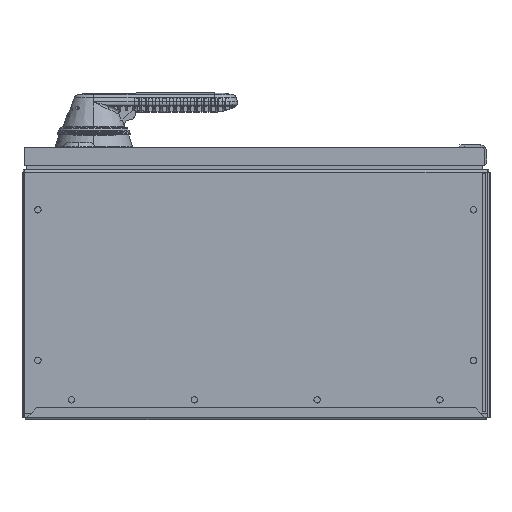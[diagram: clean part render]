
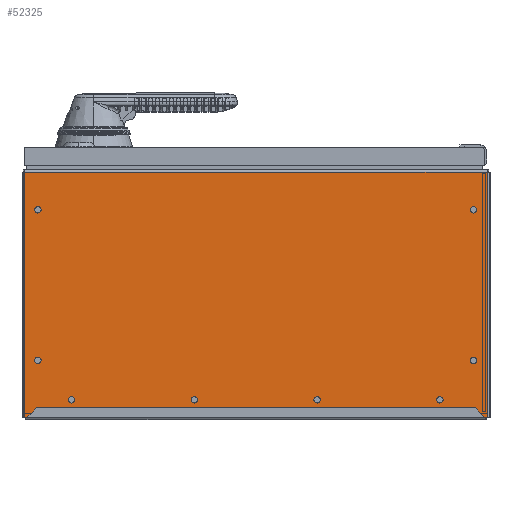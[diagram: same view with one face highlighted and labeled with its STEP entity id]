
A CAD part, front view. The second image highlights one B-rep face of the part: STEP entity #52325.
In plain terms, the highlighted planar face has unit normal (0, -1, 0).
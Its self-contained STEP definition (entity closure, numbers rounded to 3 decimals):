
#17243=DIRECTION('',(0.,0.,-1.));
#17244=VECTOR('',#17243,211.5);
#17245=CARTESIAN_POINT('',(-201.184,-698.654,104.));
#17246=LINE('',#17245,#17244);
#17247=DIRECTION('',(-1.,0.,0.));
#17248=VECTOR('',#17247,399.5);
#17249=CARTESIAN_POINT('',(198.316,-698.654,104.));
#17250=LINE('',#17249,#17248);
#17251=DIRECTION('',(0.,0.,1.));
#17252=VECTOR('',#17251,211.5);
#17253=CARTESIAN_POINT('',(198.316,-698.654,-107.5));
#17254=LINE('',#17253,#17252);
#17255=DIRECTION('',(1.,0.,0.));
#17256=VECTOR('',#17255,397.);
#17257=CARTESIAN_POINT('',(-199.934,-698.654,-107.5));
#17258=LINE('',#17257,#17256);
#17259=CARTESIAN_POINT('',(-189.434,-698.654,-58.5));
#17260=DIRECTION('',(0.,1.,0.));
#17261=DIRECTION('',(-1.,0.,0.));
#17262=AXIS2_PLACEMENT_3D('',#17259,#17260,#17261);
#17264=CARTESIAN_POINT('',(-189.434,-698.654,-58.5));
#17265=DIRECTION('',(0.,1.,0.));
#17266=DIRECTION('',(1.,0.,0.));
#17267=AXIS2_PLACEMENT_3D('',#17264,#17265,#17266);
#17269=CARTESIAN_POINT('',(186.566,-698.654,-58.5));
#17270=DIRECTION('',(0.,1.,0.));
#17271=DIRECTION('',(-1.,0.,0.));
#17272=AXIS2_PLACEMENT_3D('',#17269,#17270,#17271);
#17274=CARTESIAN_POINT('',(186.566,-698.654,-58.5));
#17275=DIRECTION('',(0.,1.,0.));
#17276=DIRECTION('',(1.,0.,0.));
#17277=AXIS2_PLACEMENT_3D('',#17274,#17275,#17276);
#17279=CARTESIAN_POINT('',(51.566,-698.654,-92.5));
#17280=DIRECTION('',(0.,1.,0.));
#17281=DIRECTION('',(-1.,0.,0.));
#17282=AXIS2_PLACEMENT_3D('',#17279,#17280,#17281);
#17284=CARTESIAN_POINT('',(51.566,-698.654,-92.5));
#17285=DIRECTION('',(0.,1.,0.));
#17286=DIRECTION('',(1.,0.,0.));
#17287=AXIS2_PLACEMENT_3D('',#17284,#17285,#17286);
#17289=CARTESIAN_POINT('',(-54.434,-698.654,-92.5));
#17290=DIRECTION('',(0.,1.,0.));
#17291=DIRECTION('',(-1.,0.,0.));
#17292=AXIS2_PLACEMENT_3D('',#17289,#17290,#17291);
#17294=CARTESIAN_POINT('',(-54.434,-698.654,-92.5));
#17295=DIRECTION('',(0.,1.,0.));
#17296=DIRECTION('',(1.,0.,0.));
#17297=AXIS2_PLACEMENT_3D('',#17294,#17295,#17296);
#17299=CARTESIAN_POINT('',(186.566,-698.654,71.5));
#17300=DIRECTION('',(0.,1.,0.));
#17301=DIRECTION('',(-1.,0.,0.));
#17302=AXIS2_PLACEMENT_3D('',#17299,#17300,#17301);
#17304=CARTESIAN_POINT('',(186.566,-698.654,71.5));
#17305=DIRECTION('',(0.,1.,0.));
#17306=DIRECTION('',(1.,0.,0.));
#17307=AXIS2_PLACEMENT_3D('',#17304,#17305,#17306);
#17309=CARTESIAN_POINT('',(-189.434,-698.654,71.5));
#17310=DIRECTION('',(0.,1.,0.));
#17311=DIRECTION('',(-1.,0.,0.));
#17312=AXIS2_PLACEMENT_3D('',#17309,#17310,#17311);
#17314=CARTESIAN_POINT('',(-189.434,-698.654,71.5));
#17315=DIRECTION('',(0.,1.,0.));
#17316=DIRECTION('',(1.,0.,0.));
#17317=AXIS2_PLACEMENT_3D('',#17314,#17315,#17316);
#17319=CARTESIAN_POINT('',(-160.434,-698.654,-92.5));
#17320=DIRECTION('',(0.,1.,0.));
#17321=DIRECTION('',(-1.,0.,0.));
#17322=AXIS2_PLACEMENT_3D('',#17319,#17320,#17321);
#17324=CARTESIAN_POINT('',(-160.434,-698.654,-92.5));
#17325=DIRECTION('',(0.,1.,0.));
#17326=DIRECTION('',(1.,0.,0.));
#17327=AXIS2_PLACEMENT_3D('',#17324,#17325,#17326);
#17329=CARTESIAN_POINT('',(157.566,-698.654,-92.5));
#17330=DIRECTION('',(0.,1.,0.));
#17331=DIRECTION('',(-1.,0.,0.));
#17332=AXIS2_PLACEMENT_3D('',#17329,#17330,#17331);
#17334=CARTESIAN_POINT('',(157.566,-698.654,-92.5));
#17335=DIRECTION('',(0.,1.,0.));
#17336=DIRECTION('',(1.,0.,0.));
#17337=AXIS2_PLACEMENT_3D('',#17334,#17335,#17336);
#17348=DIRECTION('',(-1.,0.,0.));
#17349=VECTOR('',#17348,1.25);
#17350=CARTESIAN_POINT('',(198.316,-698.654,-107.5));
#17351=LINE('',#17350,#17349);
#17882=DIRECTION('',(-1.,0.,0.));
#17883=VECTOR('',#17882,1.25);
#17884=CARTESIAN_POINT('',(-199.934,-698.654,-107.5));
#17885=LINE('',#17884,#17883);
#22752=CARTESIAN_POINT('',(198.316,-698.654,-107.5));
#22753=VERTEX_POINT('',#22752);
#22754=CARTESIAN_POINT('',(198.316,-698.654,104.));
#22755=VERTEX_POINT('',#22754);
#22778=CARTESIAN_POINT('',(-201.184,-698.654,104.));
#22779=VERTEX_POINT('',#22778);
#22784=CARTESIAN_POINT('',(197.066,-698.654,-107.5));
#22785=VERTEX_POINT('',#22784);
#22866=CARTESIAN_POINT('',(-199.934,-698.654,-107.5));
#22867=VERTEX_POINT('',#22866);
#22880=CARTESIAN_POINT('',(-201.184,-698.654,-107.5));
#22881=VERTEX_POINT('',#22880);
#22906=CARTESIAN_POINT('',(154.816,-698.654,-92.5));
#22907=CARTESIAN_POINT('',(160.316,-698.654,-92.5));
#22908=VERTEX_POINT('',#22906);
#22909=VERTEX_POINT('',#22907);
#22910=CARTESIAN_POINT('',(-163.184,-698.654,-92.5));
#22911=CARTESIAN_POINT('',(-157.684,-698.654,-92.5));
#22912=VERTEX_POINT('',#22910);
#22913=VERTEX_POINT('',#22911);
#22914=CARTESIAN_POINT('',(-192.184,-698.654,71.5));
#22915=CARTESIAN_POINT('',(-186.684,-698.654,71.5));
#22916=VERTEX_POINT('',#22914);
#22917=VERTEX_POINT('',#22915);
#22918=CARTESIAN_POINT('',(183.816,-698.654,71.5));
#22919=CARTESIAN_POINT('',(189.316,-698.654,71.5));
#22920=VERTEX_POINT('',#22918);
#22921=VERTEX_POINT('',#22919);
#22922=CARTESIAN_POINT('',(-57.184,-698.654,-92.5));
#22923=CARTESIAN_POINT('',(-51.684,-698.654,-92.5));
#22924=VERTEX_POINT('',#22922);
#22925=VERTEX_POINT('',#22923);
#22926=CARTESIAN_POINT('',(48.816,-698.654,-92.5));
#22927=CARTESIAN_POINT('',(54.316,-698.654,-92.5));
#22928=VERTEX_POINT('',#22926);
#22929=VERTEX_POINT('',#22927);
#22930=CARTESIAN_POINT('',(183.816,-698.654,-58.5));
#22931=CARTESIAN_POINT('',(189.316,-698.654,-58.5));
#22932=VERTEX_POINT('',#22930);
#22933=VERTEX_POINT('',#22931);
#22934=CARTESIAN_POINT('',(-192.184,-698.654,-58.5));
#22935=CARTESIAN_POINT('',(-186.684,-698.654,-58.5));
#22936=VERTEX_POINT('',#22934);
#22937=VERTEX_POINT('',#22935);
#52260=CARTESIAN_POINT('',(-1.434,-698.654,-1.75));
#52261=DIRECTION('',(0.,-1.,0.));
#52262=DIRECTION('',(-1.,0.,0.));
#52263=AXIS2_PLACEMENT_3D('',#52260,#52261,#52262);
#52264=PLANE('',#52263);
#52265=ORIENTED_EDGE('',*,*,#52244,.F.);
#52266=ORIENTED_EDGE('',*,*,#51854,.F.);
#52268=ORIENTED_EDGE('',*,*,#52267,.F.);
#52270=ORIENTED_EDGE('',*,*,#52269,.T.);
#52272=ORIENTED_EDGE('',*,*,#52271,.F.);
#52274=ORIENTED_EDGE('',*,*,#52273,.T.);
#52275=EDGE_LOOP('',(#52265,#52266,#52268,#52270,#52272,#52274));
#52276=FACE_OUTER_BOUND('',#52275,.F.);
#52278=ORIENTED_EDGE('',*,*,#52277,.F.);
#52280=ORIENTED_EDGE('',*,*,#52279,.F.);
#52281=EDGE_LOOP('',(#52278,#52280));
#52282=FACE_BOUND('',#52281,.F.);
#52284=ORIENTED_EDGE('',*,*,#52283,.F.);
#52286=ORIENTED_EDGE('',*,*,#52285,.F.);
#52287=EDGE_LOOP('',(#52284,#52286));
#52288=FACE_BOUND('',#52287,.F.);
#52290=ORIENTED_EDGE('',*,*,#52289,.F.);
#52292=ORIENTED_EDGE('',*,*,#52291,.F.);
#52293=EDGE_LOOP('',(#52290,#52292));
#52294=FACE_BOUND('',#52293,.F.);
#52296=ORIENTED_EDGE('',*,*,#52295,.F.);
#52298=ORIENTED_EDGE('',*,*,#52297,.F.);
#52299=EDGE_LOOP('',(#52296,#52298));
#52300=FACE_BOUND('',#52299,.F.);
#52302=ORIENTED_EDGE('',*,*,#52301,.F.);
#52304=ORIENTED_EDGE('',*,*,#52303,.F.);
#52305=EDGE_LOOP('',(#52302,#52304));
#52306=FACE_BOUND('',#52305,.F.);
#52308=ORIENTED_EDGE('',*,*,#52307,.F.);
#52310=ORIENTED_EDGE('',*,*,#52309,.F.);
#52311=EDGE_LOOP('',(#52308,#52310));
#52312=FACE_BOUND('',#52311,.F.);
#52314=ORIENTED_EDGE('',*,*,#52313,.F.);
#52316=ORIENTED_EDGE('',*,*,#52315,.F.);
#52317=EDGE_LOOP('',(#52314,#52316));
#52318=FACE_BOUND('',#52317,.F.);
#52320=ORIENTED_EDGE('',*,*,#52319,.F.);
#52322=ORIENTED_EDGE('',*,*,#52321,.F.);
#52323=EDGE_LOOP('',(#52320,#52322));
#52324=FACE_BOUND('',#52323,.F.);
#17263=CIRCLE('',#17262,2.75);
#17268=CIRCLE('',#17267,2.75);
#17273=CIRCLE('',#17272,2.75);
#17278=CIRCLE('',#17277,2.75);
#17283=CIRCLE('',#17282,2.75);
#17288=CIRCLE('',#17287,2.75);
#17293=CIRCLE('',#17292,2.75);
#17298=CIRCLE('',#17297,2.75);
#17303=CIRCLE('',#17302,2.75);
#17308=CIRCLE('',#17307,2.75);
#17313=CIRCLE('',#17312,2.75);
#17318=CIRCLE('',#17317,2.75);
#17323=CIRCLE('',#17322,2.75);
#17328=CIRCLE('',#17327,2.75);
#17333=CIRCLE('',#17332,2.75);
#17338=CIRCLE('',#17337,2.75);
#51854=EDGE_CURVE('',#22755,#22779,#17250,.T.);
#52244=EDGE_CURVE('',#22779,#22881,#17246,.T.);
#52267=EDGE_CURVE('',#22753,#22755,#17254,.T.);
#52269=EDGE_CURVE('',#22753,#22785,#17351,.T.);
#52271=EDGE_CURVE('',#22867,#22785,#17258,.T.);
#52273=EDGE_CURVE('',#22867,#22881,#17885,.T.);
#52277=EDGE_CURVE('',#22936,#22937,#17263,.T.);
#52279=EDGE_CURVE('',#22937,#22936,#17268,.T.);
#52283=EDGE_CURVE('',#22932,#22933,#17273,.T.);
#52285=EDGE_CURVE('',#22933,#22932,#17278,.T.);
#52289=EDGE_CURVE('',#22928,#22929,#17283,.T.);
#52291=EDGE_CURVE('',#22929,#22928,#17288,.T.);
#52295=EDGE_CURVE('',#22924,#22925,#17293,.T.);
#52297=EDGE_CURVE('',#22925,#22924,#17298,.T.);
#52301=EDGE_CURVE('',#22920,#22921,#17303,.T.);
#52303=EDGE_CURVE('',#22921,#22920,#17308,.T.);
#52307=EDGE_CURVE('',#22916,#22917,#17313,.T.);
#52309=EDGE_CURVE('',#22917,#22916,#17318,.T.);
#52313=EDGE_CURVE('',#22912,#22913,#17323,.T.);
#52315=EDGE_CURVE('',#22913,#22912,#17328,.T.);
#52319=EDGE_CURVE('',#22908,#22909,#17333,.T.);
#52321=EDGE_CURVE('',#22909,#22908,#17338,.T.);
#52325=ADVANCED_FACE('',(#52276,#52282,#52288,#52294,#52300,#52306,#52312,
#52318,#52324),#52264,.T.);
